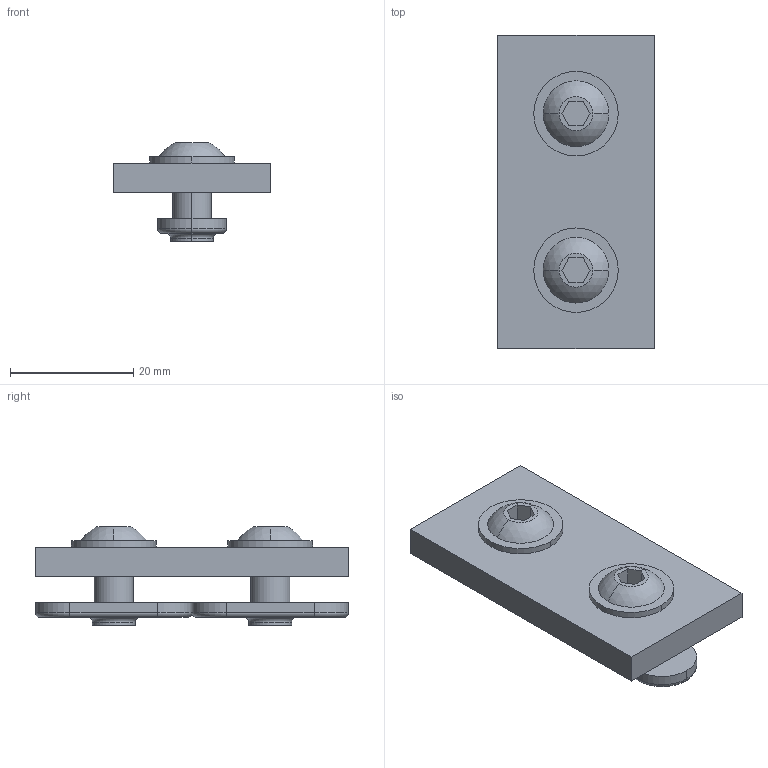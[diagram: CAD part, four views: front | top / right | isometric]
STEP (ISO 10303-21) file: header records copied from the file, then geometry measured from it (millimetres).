
FILE_DESCRIPTION (( 'STEP AP203' ), '1' );
FILE_NAME ('653046.SLDASM.step', '2003-10-13T11:21:17', ( 'Jerry Winters' ), ( 'GoEngineer' ), 'SwSTEP 2.0', 'SolidWorks 2003174', '' );
FILE_SCHEMA (( 'CONFIG_CONTROL_DESIGN' ));
Length unit declared in the file: inch
Products named in the file (5): 653046.SLDASM; Joining Plate (STD)_653046; 651130; FBHSCS_651136; 651163
Assembly tree (5 placements, depth 3):
  653046.SLDASM
    651130  x2
      651163
      FBHSCS_651136
    Joining Plate (STD)_653046
Bounding box: 25.4 x 50.8 x 16 mm (x, y, z)
Volume: 8213.3 mm3; surface area: 6044.5 mm2
Topology: 5 solids, 5 shells, 82 faces, 178 edges, 114 vertices
Faces by surface type: plane 38, cylinder 30, torus 10, sphere 4
Entity records: 1858 total; most frequent: DIRECTION 259, CARTESIAN_POINT 221, ORIENTED_EDGE 202, AXIS2_PLACEMENT_3D 103, EDGE_CURVE 101, VERTEX_POINT 65, EDGE_LOOP 56, LINE 53
